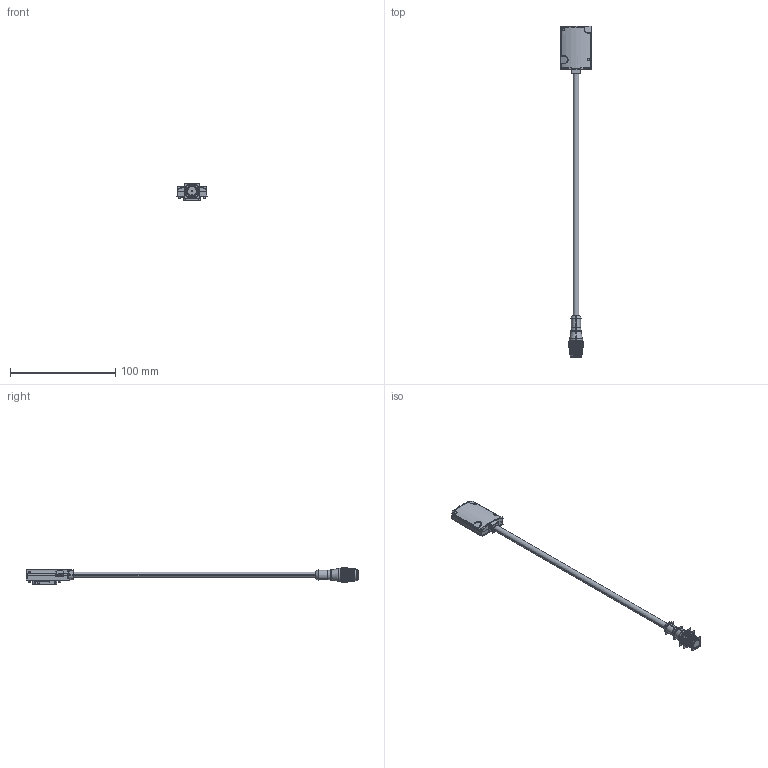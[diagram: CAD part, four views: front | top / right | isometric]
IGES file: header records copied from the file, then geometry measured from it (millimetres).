
Start section:  PTC IGES file: 232375.igs
Global section: file name: 232375.igs; native system: Creo Parametric by PTC Inc.; preprocessor: 2019292; author: PDMAdmin; organization: Unknown; date: 20230125.143508; units: millimetre
Bounding box: 28.83 x 315.43 x 16.51 mm (x, y, z)
Volume: 19461.2 mm3; surface area: 51743.4 mm2
Topology: 1 solids, 2 shells, 6478 faces, 30436 edges, 36904 vertices
Faces by surface type: bspline 4752, revolution 1726
